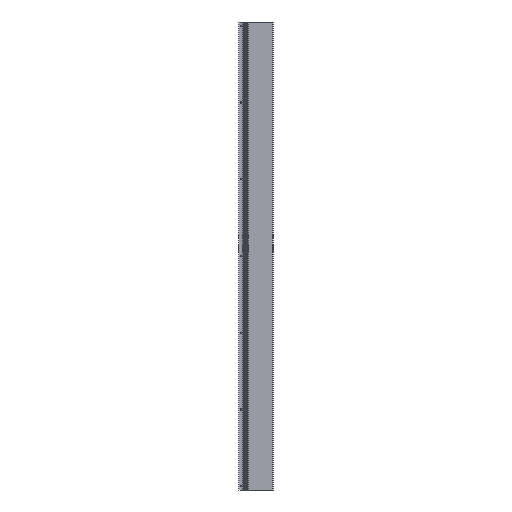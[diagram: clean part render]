
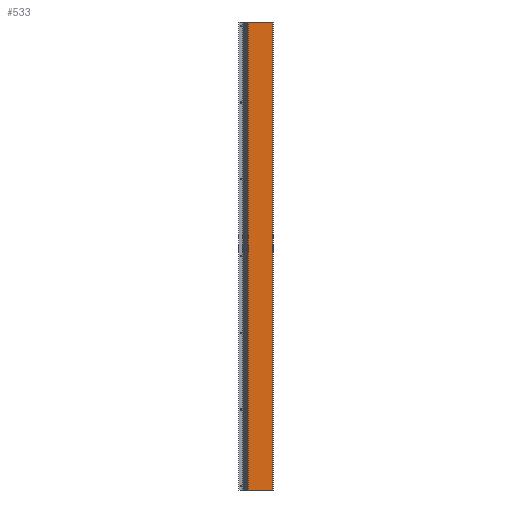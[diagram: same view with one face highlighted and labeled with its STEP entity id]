
A CAD part, left-side view. The second image highlights one B-rep face of the part: STEP entity #533.
In plain terms, the highlighted planar face has unit normal (-1, 0, 0).
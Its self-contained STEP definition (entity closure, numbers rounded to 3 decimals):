
#33=PLANE('',#609);
#56=FACE_OUTER_BOUND('',#88,.T.);
#88=EDGE_LOOP('',(#439,#440,#441,#442));
#125=LINE('',#880,#168);
#133=LINE('',#903,#176);
#134=LINE('',#906,#177);
#135=LINE('',#907,#178);
#168=VECTOR('',#721,10.);
#176=VECTOR('',#743,10.);
#177=VECTOR('',#746,10.);
#178=VECTOR('',#747,10.);
#260=VERTEX_POINT('',#877);
#261=VERTEX_POINT('',#879);
#269=VERTEX_POINT('',#901);
#270=VERTEX_POINT('',#905);
#324=EDGE_CURVE('',#261,#260,#125,.T.);
#336=EDGE_CURVE('',#261,#269,#133,.T.);
#337=EDGE_CURVE('',#270,#260,#134,.T.);
#338=EDGE_CURVE('',#270,#269,#135,.T.);
#439=ORIENTED_EDGE('',*,*,#336,.F.);
#440=ORIENTED_EDGE('',*,*,#324,.T.);
#441=ORIENTED_EDGE('',*,*,#337,.F.);
#442=ORIENTED_EDGE('',*,*,#338,.T.);
#533=ADVANCED_FACE('',(#56),#33,.T.);
#609=AXIS2_PLACEMENT_3D('',#904,#744,#745);
#721=DIRECTION('',(0.,-1.,0.));
#743=DIRECTION('',(0.,0.,1.));
#744=DIRECTION('center_axis',(-1.,0.,0.));
#745=DIRECTION('ref_axis',(0.,0.,1.));
#746=DIRECTION('',(0.,0.,-1.));
#747=DIRECTION('',(0.,1.,0.));
#877=CARTESIAN_POINT('',(0.,0.,-1250.));
#879=CARTESIAN_POINT('',(0.,128.726,-1250.));
#880=CARTESIAN_POINT('',(0.,130.51,-1250.));
#901=CARTESIAN_POINT('',(0.,128.726,1250.));
#903=CARTESIAN_POINT('',(0.,128.726,0.));
#904=CARTESIAN_POINT('Origin',(0.,0.,0.));
#905=CARTESIAN_POINT('',(0.,0.,1250.));
#906=CARTESIAN_POINT('',(0.,0.,0.));
#907=CARTESIAN_POINT('',(0.,130.51,1250.));
